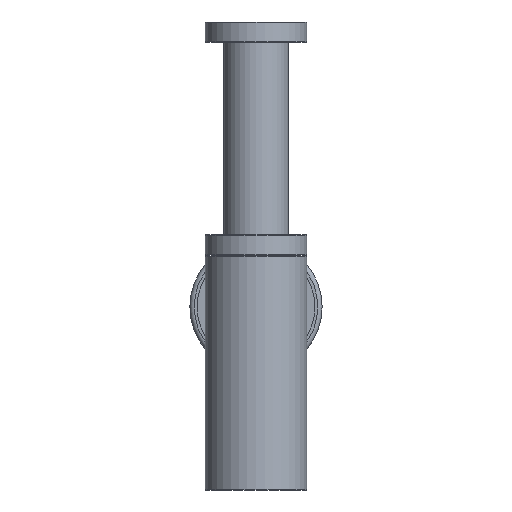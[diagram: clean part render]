
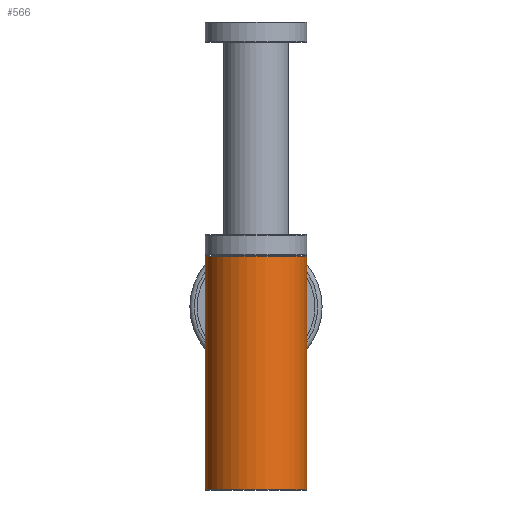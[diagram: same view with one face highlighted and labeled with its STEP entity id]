
A CAD part, front view. The second image highlights one B-rep face of the part: STEP entity #566.
In plain terms, the highlighted cylindrical face has radius 25 mm (diameter 50 mm), a full revolution.
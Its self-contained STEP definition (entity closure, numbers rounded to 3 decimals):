
#24=B_SPLINE_CURVE_WITH_KNOTS('',3,(#1172,#1173,#1174,#1175,#1176,#1177,
#1178,#1179,#1180,#1181,#1182,#1183,#1184,#1185,#1186,#1187,#1188,#1189,
#1190,#1191,#1192,#1193,#1194,#1195,#1196,#1197,#1198,#1199,#1200,#1201,
#1202,#1203,#1204,#1205,#1206,#1207,#1208,#1209),.UNSPECIFIED.,.T.,.F.,
(1,1,1,1,1,1,1,1,1,1,1,1,1,1,1,1,1,1,1,1,1,1,1,1,1,1,1,1,1,1,1,1,1,1,1,
1,1,1,1,1,1,1),(-0.006,-0.004,-0.002,
0.,0.004,0.008,0.012,
0.017,0.021,0.025,0.029,
0.033,0.037,0.041,0.045,
0.05,0.054,0.056,0.058,
0.062,0.064,0.066,0.07,
0.074,0.083,0.087,0.091,
0.095,0.099,0.103,0.107,
0.112,0.116,0.12,0.124,
0.126,0.128,0.13,0.132,
0.136,0.141,0.145),.UNSPECIFIED.);
#93=ORIENTED_EDGE('',*,*,#189,.T.);
#94=ORIENTED_EDGE('',*,*,#190,.T.);
#95=ORIENTED_EDGE('',*,*,#191,.T.);
#189=EDGE_CURVE('',#242,#242,#293,.F.);
#190=EDGE_CURVE('',#243,#243,#294,.F.);
#191=EDGE_CURVE('',#244,#244,#24,.T.);
#242=VERTEX_POINT('',#1169);
#243=VERTEX_POINT('',#1171);
#244=VERTEX_POINT('',#1210);
#293=CIRCLE('',#802,25.);
#294=CIRCLE('',#803,25.);
#356=EDGE_LOOP('',(#93));
#357=EDGE_LOOP('',(#94));
#358=EDGE_LOOP('',(#95));
#458=FACE_BOUND('',#356,.T.);
#459=FACE_BOUND('',#357,.T.);
#460=FACE_BOUND('',#358,.T.);
#537=CYLINDRICAL_SURFACE('',#801,25.);
#566=ADVANCED_FACE('',(#458,#459,#460),#537,.T.);
#801=AXIS2_PLACEMENT_3D('',#1167,#937,#938);
#802=AXIS2_PLACEMENT_3D('',#1168,#939,#940);
#803=AXIS2_PLACEMENT_3D('',#1170,#941,#942);
#937=DIRECTION('',(0.,0.,1.));
#938=DIRECTION('',(1.,0.,0.));
#939=DIRECTION('',(0.,0.,1.));
#940=DIRECTION('',(1.,0.,0.));
#941=DIRECTION('',(0.,0.,-1.));
#942=DIRECTION('',(-1.,0.,0.));
#1167=CARTESIAN_POINT('',(0.,0.,-90.));
#1168=CARTESIAN_POINT('',(0.,0.,24.8));
#1169=CARTESIAN_POINT('',(25.,0.,24.8));
#1170=CARTESIAN_POINT('',(0.,0.,-89.8));
#1171=CARTESIAN_POINT('',(-25.,0.,-89.8));
#1172=CARTESIAN_POINT('',(2.113,24.94,19.926));
#1173=CARTESIAN_POINT('',(-0.714,25.059,20.074));
#1174=CARTESIAN_POINT('',(-4.137,24.767,19.71));
#1175=CARTESIAN_POINT('',(-8.034,23.781,18.462));
#1176=CARTESIAN_POINT('',(-11.459,22.312,16.539));
#1177=CARTESIAN_POINT('',(-14.326,20.571,14.121));
#1178=CARTESIAN_POINT('',(-16.694,18.679,11.22));
#1179=CARTESIAN_POINT('',(-18.477,16.89,7.961));
#1180=CARTESIAN_POINT('',(-19.694,15.42,4.208));
#1181=CARTESIAN_POINT('',(-20.148,14.797,0.048));
#1182=CARTESIAN_POINT('',(-19.713,15.393,-4.111));
#1183=CARTESIAN_POINT('',(-18.522,16.841,-7.86));
#1184=CARTESIAN_POINT('',(-16.738,18.64,-11.156));
#1185=CARTESIAN_POINT('',(-14.392,20.525,-14.054));
#1186=CARTESIAN_POINT('',(-12.003,21.985,-16.085));
#1187=CARTESIAN_POINT('',(-9.844,23.005,-17.446));
#1188=CARTESIAN_POINT('',(-7.472,23.917,-18.635));
#1189=CARTESIAN_POINT('',(-4.923,24.578,-19.471));
#1190=CARTESIAN_POINT('',(-2.171,24.934,-19.918));
#1191=CARTESIAN_POINT('',(0.574,25.06,-20.075));
#1192=CARTESIAN_POINT('',(4.066,24.783,-19.73));
#1193=CARTESIAN_POINT('',(9.253,23.48,-18.08));
#1194=CARTESIAN_POINT('',(13.511,21.222,-15.114));
#1195=CARTESIAN_POINT('',(16.67,18.7,-11.255));
#1196=CARTESIAN_POINT('',(18.465,16.904,-7.989));
#1197=CARTESIAN_POINT('',(19.685,15.431,-4.247));
#1198=CARTESIAN_POINT('',(20.15,14.795,-0.07));
#1199=CARTESIAN_POINT('',(19.714,15.392,4.108));
#1200=CARTESIAN_POINT('',(18.525,16.839,7.857));
#1201=CARTESIAN_POINT('',(16.718,18.657,11.185));
#1202=CARTESIAN_POINT('',(14.384,20.531,14.063));
#1203=CARTESIAN_POINT('',(11.477,22.303,16.526));
#1204=CARTESIAN_POINT('',(8.675,23.51,18.108));
#1205=CARTESIAN_POINT('',(6.134,24.264,19.073));
#1206=CARTESIAN_POINT('',(4.167,24.678,19.597));
#1207=CARTESIAN_POINT('',(2.113,24.94,19.926));
#1208=CARTESIAN_POINT('',(-0.714,25.059,20.074));
#1209=CARTESIAN_POINT('',(-4.137,24.767,19.71));
#1210=CARTESIAN_POINT('',(0.,25.,20.));
